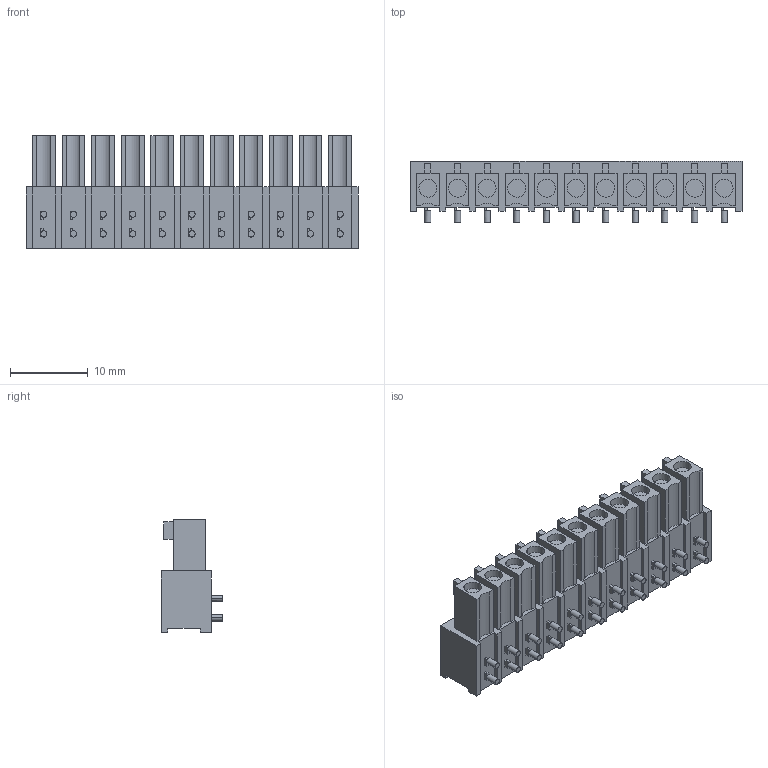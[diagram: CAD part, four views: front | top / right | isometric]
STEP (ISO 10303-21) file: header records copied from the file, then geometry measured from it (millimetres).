
FILE_DESCRIPTION(('CATIA V5 STEP Exchange','CAx-IF Rec.Pracs.--- Model Styling and Organization---1.2---2011-12-15'),'2;1');
FILE_NAME ('D1460856_0_1974910000_1974910000.stp','2016-12-07T15:26:15+00:00',('none'),('Weidmueller'),'CATIA Version 5-6 Release 2014','CATIA V5 STEP AP214','none');
FILE_SCHEMA(('AUTOMOTIVE_DESIGN { 1 0 10303 214 1 1 1 1 }'));
Length unit declared in the file: millimetre
Products named in the file (1): 1974910000_S
Bounding box: 42.7 x 7.95 x 14.5 mm (x, y, z)
Volume: 2721.1 mm3; surface area: 2916.3 mm2
Topology: 23 solids, 23 shells, 615 faces, 1511 edges, 997 vertices
Faces by surface type: plane 516, cylinder 99
Entity records: 15976 total; most frequent: ORIENTED_EDGE 3022, CARTESIAN_POINT 2928, DIRECTION 1975, EDGE_CURVE 1511, VECTOR 1247, LINE 1247, VERTEX_POINT 997, EDGE_LOOP 670
